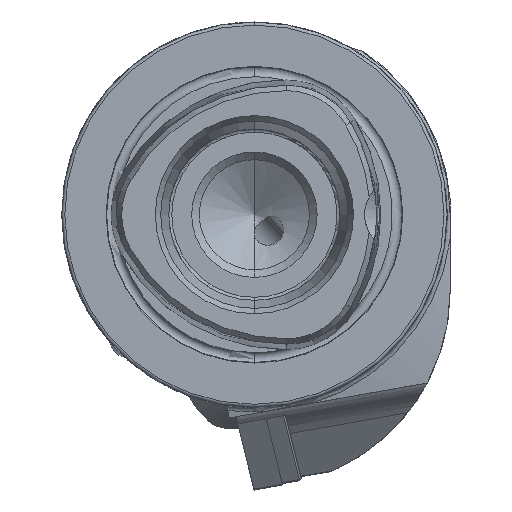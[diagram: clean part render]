
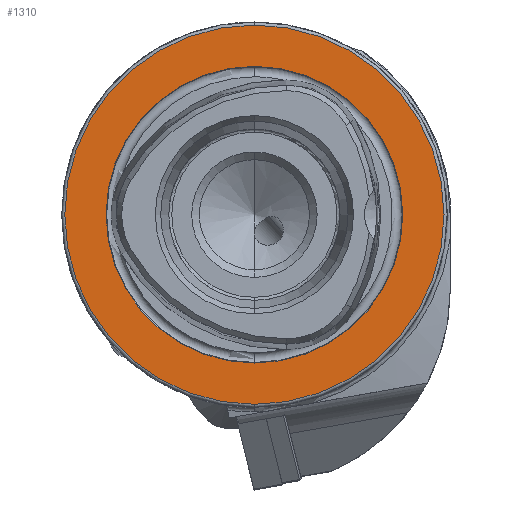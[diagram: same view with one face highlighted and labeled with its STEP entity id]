
A CAD part, left-side view. The second image highlights one B-rep face of the part: STEP entity #1310.
In plain terms, the highlighted planar face has unit normal (-1, 0, 0).
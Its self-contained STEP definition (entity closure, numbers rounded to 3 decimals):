
#187 = CARTESIAN_POINT ( 'NONE',  ( 0., 0., -24.25 ) ) ;
#191 = CARTESIAN_POINT ( 'NONE',  ( 0., 0., -31. ) ) ;
#192 = CARTESIAN_POINT ( 'NONE',  ( 0., 0., 24.25 ) ) ;
#194 = CARTESIAN_POINT ( 'NONE',  ( 0., 0., 31. ) ) ;
#1310 = ADVANCED_FACE ( 'NONE', ( #6458, #6461 ), #6176, .F. ) ;
#2127 = VERTEX_POINT ( 'NONE', #187 ) ;
#2128 = VERTEX_POINT ( 'NONE', #192 ) ;
#2131 = VERTEX_POINT ( 'NONE', #194 ) ;
#2133 = VERTEX_POINT ( 'NONE', #191 ) ;
#2486 = EDGE_CURVE ( 'NONE', #2127, #2128, #7424, .T. ) ;
#3281 = EDGE_CURVE ( 'NONE', #2131, #2133, #7715, .T. ) ;
#3634 = EDGE_LOOP ( 'NONE', ( #4059, #4060 ) ) ;
#3635 = EDGE_LOOP ( 'NONE', ( #4057, #4058 ) ) ;
#3793 = EDGE_CURVE ( 'NONE', #2133, #2131, #10078, .T. ) ;
#3794 = EDGE_CURVE ( 'NONE', #2128, #2127, #10080, .T. ) ;
#4057 = ORIENTED_EDGE ( 'NONE', *, *, #3794, .F. ) ;
#4058 = ORIENTED_EDGE ( 'NONE', *, *, #2486, .F. ) ;
#4059 = ORIENTED_EDGE ( 'NONE', *, *, #3281, .T. ) ;
#4060 = ORIENTED_EDGE ( 'NONE', *, *, #3793, .T. ) ;
#5938 = AXIS2_PLACEMENT_3D ( 'NONE', #6175, #6181, #6182 ) ;
#6175 = CARTESIAN_POINT ( 'NONE',  ( 0., 24.25, 0. ) ) ;
#6176 = PLANE ( 'NONE',  #5938 ) ;
#6181 = DIRECTION ( 'NONE',  ( 1., 0., 0. ) ) ;
#6182 = DIRECTION ( 'NONE',  ( 0., 0., -1. ) ) ;
#6458 = FACE_BOUND ( 'NONE', #3635, .T. ) ;
#6461 = FACE_OUTER_BOUND ( 'NONE', #3634, .T. ) ;
#7424 = CIRCLE ( 'NONE', #13256, 24.25 ) ;
#7715 = CIRCLE ( 'NONE', #13392, 31. ) ;
#7955 = CARTESIAN_POINT ( 'NONE',  ( 0., 0., 0. ) ) ;
#7956 = DIRECTION ( 'NONE',  ( -1., 0., 0. ) ) ;
#7957 = DIRECTION ( 'NONE',  ( 0., 0., 1. ) ) ;
#8756 = CARTESIAN_POINT ( 'NONE',  ( 0., 0., 0. ) ) ;
#8757 = DIRECTION ( 'NONE',  ( -1., 0., 0. ) ) ;
#8758 = DIRECTION ( 'NONE',  ( 0., 0., 1. ) ) ;
#9267 = AXIS2_PLACEMENT_3D ( 'NONE', #10609, #10610, #10611 ) ;
#9268 = AXIS2_PLACEMENT_3D ( 'NONE', #10614, #10615, #10616 ) ;
#10078 = CIRCLE ( 'NONE', #9267, 31. ) ;
#10080 = CIRCLE ( 'NONE', #9268, 24.25 ) ;
#10609 = CARTESIAN_POINT ( 'NONE',  ( 0., 0., 0. ) ) ;
#10610 = DIRECTION ( 'NONE',  ( -1., 0., 0. ) ) ;
#10611 = DIRECTION ( 'NONE',  ( 0., 0., 1. ) ) ;
#10614 = CARTESIAN_POINT ( 'NONE',  ( 0., 0., 0. ) ) ;
#10615 = DIRECTION ( 'NONE',  ( -1., 0., 0. ) ) ;
#10616 = DIRECTION ( 'NONE',  ( 0., 0., 1. ) ) ;
#13256 = AXIS2_PLACEMENT_3D ( 'NONE', #7955, #7956, #7957 ) ;
#13392 = AXIS2_PLACEMENT_3D ( 'NONE', #8756, #8757, #8758 ) ;
